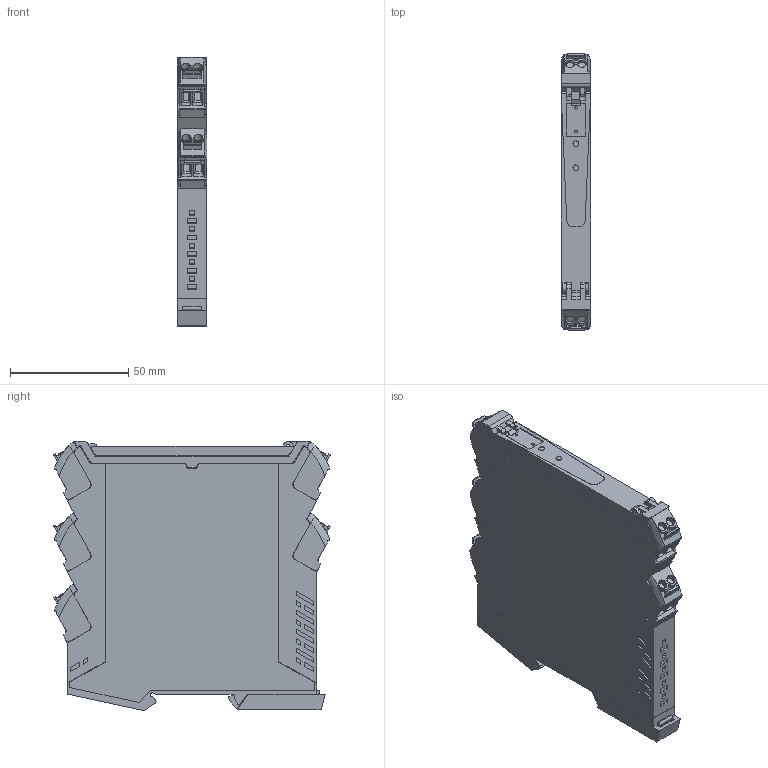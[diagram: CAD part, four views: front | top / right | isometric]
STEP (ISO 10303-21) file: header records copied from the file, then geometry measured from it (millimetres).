
FILE_DESCRIPTION(('CATIA V5 STEP Exchange','CAx-IF Rec.Pracs.--- Model Styling and Organization---1.4--- 2014-01-23'),'2;1');
FILE_NAME ('10662570_3_2448100000_S3D_ACT20P_PRO_RTCI_AO_DO_S.stp','2020-04-03T06:15:51+00:00',('none'),('Weidmueller'),'CATIA Version 5-6 Release 2016 SP3 HF44','CATIA V5 STEP AP214','none');
FILE_SCHEMA(('AUTOMOTIVE_DESIGN { 1 0 10303 214 1 1 1 1 }'));
Products named in the file (1): 2448100000
Bounding box: 12.57 x 117.28 x 114.02 mm (x, y, z)
Volume: 143499.9 mm3; surface area: 46635.9 mm2
Topology: 15 solids, 15 shells, 1341 faces, 4248 edges, 2977 vertices
Faces by surface type: plane 928, cylinder 317, extrusion 64, revolution 20, bspline 10, sphere 2
Entity records: 49624 total; most frequent: CARTESIAN_POINT 13142, ORIENTED_EDGE 8496, DIRECTION 5383, EDGE_CURVE 4248, VERTEX_POINT 2977, VECTOR 2848, LINE 2784, AXIS2_PLACEMENT_3D 1572
